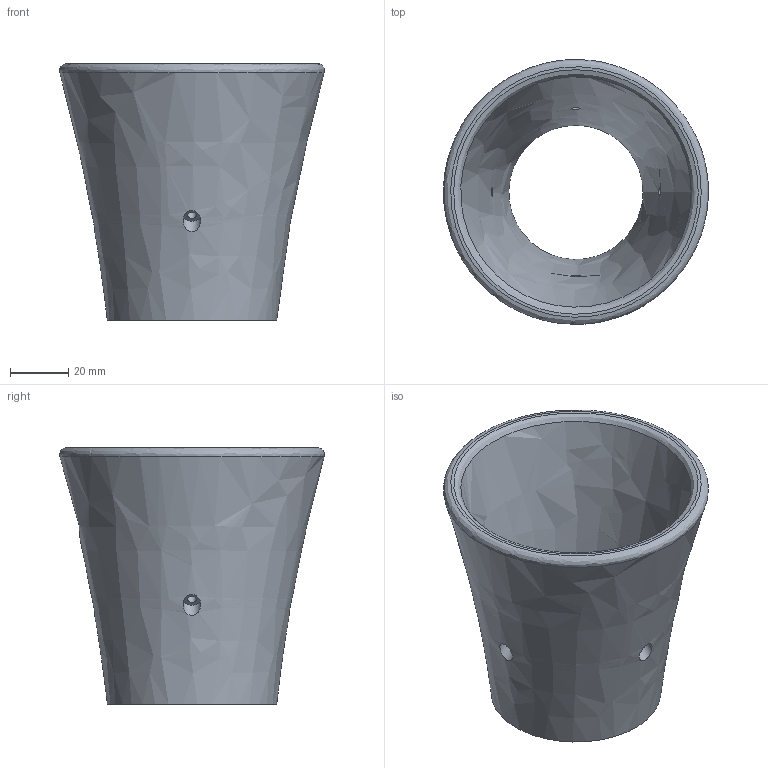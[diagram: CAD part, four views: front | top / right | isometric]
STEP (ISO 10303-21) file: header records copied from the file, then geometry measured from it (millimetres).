
FILE_DESCRIPTION(('FreeCAD Model'),'2;1');
FILE_NAME('Exterior.step','2015-04-04T00:35:15',('FreeCAD'),('FreeCAD'), 'Open CASCADE STEP processor 6.7','FreeCAD','Unknown');
FILE_SCHEMA(('AUTOMOTIVE_DESIGN_CC2 { 1 2 10303 214 -1 1 5 4 }'));
Length unit declared in the file: millimetre
Products named in the file (1): Exterior
Bounding box: 90.83 x 90.78 x 88 mm (x, y, z)
Volume: 111582.6 mm3; surface area: 39886 mm2
Topology: 1 solids, 1 shells, 18 faces, 46 edges, 32 vertices
Faces by surface type: cylinder 8, plane 6, bspline 3, offset 1
Full cylindrical faces by diameter (mm): 3 x4, 6 x4
Entity records: 3953 total; most frequent: CARTESIAN_POINT 3126, DIRECTION 99, ORIENTED_EDGE 92, PCURVE 92, DEFINITIONAL_REPRESENTATION 92, B_SPLINE_CURVE_WITH_KNOTS 71, EDGE_CURVE 46, LINE 45
